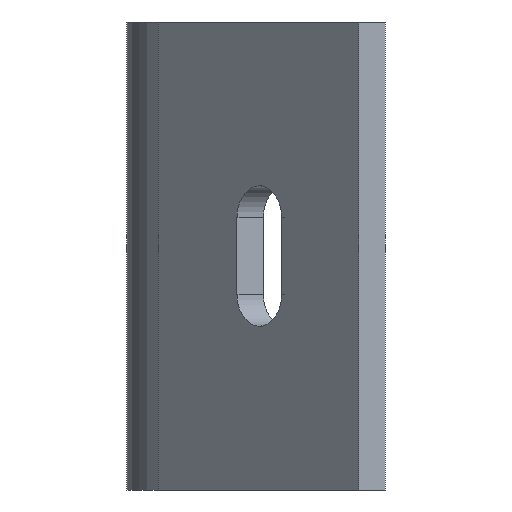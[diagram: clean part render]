
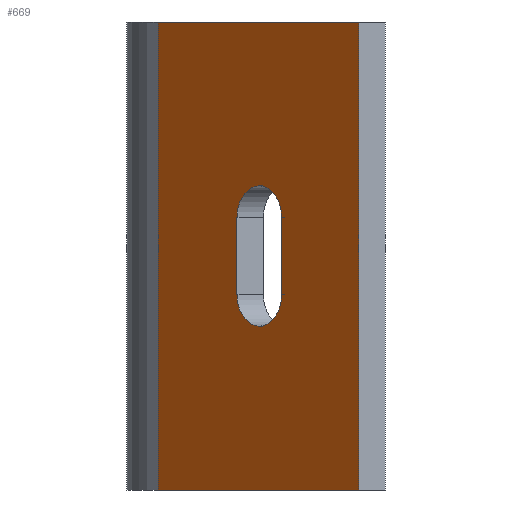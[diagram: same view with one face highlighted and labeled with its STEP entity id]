
A CAD part, front view. The second image highlights one B-rep face of the part: STEP entity #669.
In plain terms, the highlighted planar face has unit normal (-0.707, -0.707, 0).
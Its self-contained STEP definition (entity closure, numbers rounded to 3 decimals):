
#84=CARTESIAN_POINT('',(23.511,-178.038,-8.25));
#85=VERTEX_POINT('',#84);
#92=CARTESIAN_POINT('',(33.057,-187.584,-8.25));
#93=VERTEX_POINT('',#92);
#94=CARTESIAN_POINT('',(28.284,-182.811,-8.25));
#95=DIRECTION('',(0.707,0.707,0.0));
#96=DIRECTION('',(-0.707,0.707,0.0));
#97=AXIS2_PLACEMENT_3D('',#94,#95,#96);
#98=CIRCLE('',#97,6.75);
#99=EDGE_CURVE('',#93,#85,#98,.T.);
#124=CARTESIAN_POINT('',(33.057,-187.584,8.25));
#125=VERTEX_POINT('',#124);
#126=CARTESIAN_POINT('',(33.057,-187.584,8.25));
#127=DIRECTION('',(0.0,0.0,-1.0));
#128=VECTOR('',#127,16.5);
#129=LINE('',#126,#128);
#130=EDGE_CURVE('',#125,#93,#129,.T.);
#156=CARTESIAN_POINT('',(23.511,-178.038,8.25));
#157=VERTEX_POINT('',#156);
#158=CARTESIAN_POINT('',(28.284,-182.811,8.25));
#159=DIRECTION('',(0.707,0.707,0.0));
#160=DIRECTION('',(0.707,-0.707,0.0));
#161=AXIS2_PLACEMENT_3D('',#158,#159,#160);
#162=CIRCLE('',#161,6.75);
#163=EDGE_CURVE('',#157,#125,#162,.T.);
#186=CARTESIAN_POINT('',(23.511,-178.038,-8.25));
#187=DIRECTION('',(0.0,0.0,1.0));
#188=VECTOR('',#187,16.5);
#189=LINE('',#186,#188);
#190=EDGE_CURVE('',#85,#157,#189,.T.);
#478=CARTESIAN_POINT('',(49.497,-204.024,-50.0));
#479=VERTEX_POINT('',#478);
#486=CARTESIAN_POINT('',(6.737,-161.263,-50.0));
#487=VERTEX_POINT('',#486);
#488=CARTESIAN_POINT('',(6.737,-161.263,-50.0));
#489=DIRECTION('',(0.707,-0.707,0.0));
#490=VECTOR('',#489,60.473);
#491=LINE('',#488,#490);
#492=EDGE_CURVE('',#487,#479,#491,.T.);
#548=CARTESIAN_POINT('',(6.737,-161.263,50.0));
#549=VERTEX_POINT('',#548);
#557=CARTESIAN_POINT('',(49.497,-204.024,50.0));
#558=VERTEX_POINT('',#557);
#559=CARTESIAN_POINT('',(49.497,-204.024,50.0));
#560=DIRECTION('',(-0.707,0.707,0.0));
#561=VECTOR('',#560,60.473);
#562=LINE('',#559,#561);
#563=EDGE_CURVE('',#558,#549,#562,.T.);
#642=CARTESIAN_POINT('',(6.737,-161.263,50.0));
#643=DIRECTION('',(-0.707,-0.707,0.0));
#644=DIRECTION('',(0.0,0.0,1.0));
#645=AXIS2_PLACEMENT_3D('',#642,#643,#644);
#646=PLANE('',#645);
#647=ORIENTED_EDGE('',*,*,#492,.T.);
#648=CARTESIAN_POINT('',(49.497,-204.024,50.0));
#649=DIRECTION('',(0.0,0.0,-1.0));
#650=VECTOR('',#649,100.0);
#651=LINE('',#648,#650);
#652=EDGE_CURVE('',#558,#479,#651,.T.);
#653=ORIENTED_EDGE('',*,*,#652,.F.);
#654=ORIENTED_EDGE('',*,*,#563,.T.);
#655=CARTESIAN_POINT('',(6.737,-161.263,-50.0));
#656=DIRECTION('',(0.0,0.0,1.0));
#657=VECTOR('',#656,100.0);
#658=LINE('',#655,#657);
#659=EDGE_CURVE('',#487,#549,#658,.T.);
#660=ORIENTED_EDGE('',*,*,#659,.F.);
#661=EDGE_LOOP('',(#647,#653,#654,#660));
#662=FACE_OUTER_BOUND('',#661,.T.);
#663=ORIENTED_EDGE('',*,*,#163,.T.);
#664=ORIENTED_EDGE('',*,*,#130,.T.);
#665=ORIENTED_EDGE('',*,*,#99,.T.);
#666=ORIENTED_EDGE('',*,*,#190,.T.);
#667=EDGE_LOOP('',(#663,#664,#665,#666));
#668=FACE_BOUND('',#667,.T.);
#669=ADVANCED_FACE('',(#662,#668),#646,.T.);
